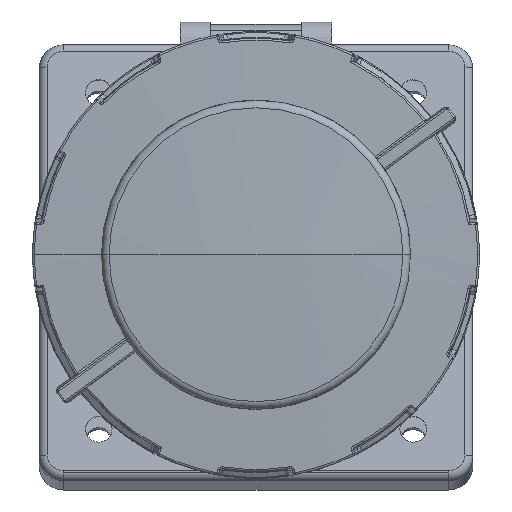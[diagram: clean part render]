
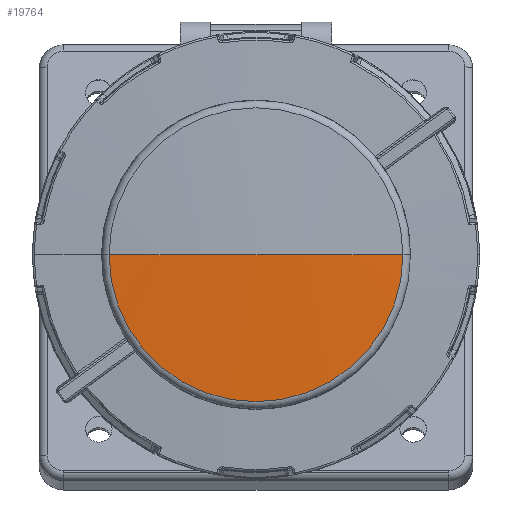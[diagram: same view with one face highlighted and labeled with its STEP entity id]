
A CAD part, top view. The second image highlights one B-rep face of the part: STEP entity #19764.
In plain terms, the highlighted spherical face has radius 461.814 mm.
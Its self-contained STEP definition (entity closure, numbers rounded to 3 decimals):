
#445 = EDGE_CURVE ( 'NONE', #28787, #23253, #13329, .T. ) ;
#1960 = CARTESIAN_POINT ( 'NONE',  ( 0., 1.555, 101.351 ) ) ;
#3724 = CIRCLE ( 'NONE', #6785, 35.992 ) ;
#4743 = EDGE_LOOP ( 'NONE', ( #24930, #6930, #7006 ) ) ;
#5507 = DIRECTION ( 'NONE',  ( -1., 0., 0. ) ) ;
#5513 = DIRECTION ( 'NONE',  ( 0., 0., 1. ) ) ;
#6785 = AXIS2_PLACEMENT_3D ( 'NONE', #7914, #7745, #5507 ) ;
#6930 = ORIENTED_EDGE ( 'NONE', *, *, #9795, .T. ) ;
#7006 = ORIENTED_EDGE ( 'NONE', *, *, #445, .F. ) ;
#7745 = DIRECTION ( 'NONE',  ( 0., 0., 1. ) ) ;
#7914 = CARTESIAN_POINT ( 'NONE',  ( 0., 1.555, 99.946 ) ) ;
#8631 = EDGE_CURVE ( 'NONE', #28787, #11846, #3724, .T. ) ;
#8908 = AXIS2_PLACEMENT_3D ( 'NONE', #12538, #9954, #22185 ) ;
#9795 = EDGE_CURVE ( 'NONE', #11846, #23253, #9935, .T. ) ;
#9935 = CIRCLE ( 'NONE', #8908, 461.814 ) ;
#9954 = DIRECTION ( 'NONE',  ( 0., -1., 0. ) ) ;
#11590 = SPHERICAL_SURFACE ( 'NONE', #22976, 461.814 ) ;
#11846 = VERTEX_POINT ( 'NONE', #28051 ) ;
#12538 = CARTESIAN_POINT ( 'NONE',  ( 0., 1.555, -360.463 ) ) ;
#13329 = CIRCLE ( 'NONE', #23972, 461.814 ) ;
#15761 = CARTESIAN_POINT ( 'NONE',  ( -35.992, 1.555, 99.946 ) ) ;
#16022 = DIRECTION ( 'NONE',  ( -1., 0., 0. ) ) ;
#19764 = ADVANCED_FACE ( 'NONE', ( #26086 ), #11590, .T. ) ;
#21262 = CARTESIAN_POINT ( 'NONE',  ( 0., 1.555, -360.463 ) ) ;
#22185 = DIRECTION ( 'NONE',  ( 1., 0., 0. ) ) ;
#22225 = CARTESIAN_POINT ( 'NONE',  ( 0., 1.555, -360.463 ) ) ;
#22976 = AXIS2_PLACEMENT_3D ( 'NONE', #21262, #30779, #16022 ) ;
#23253 = VERTEX_POINT ( 'NONE', #1960 ) ;
#23972 = AXIS2_PLACEMENT_3D ( 'NONE', #22225, #25267, #5513 ) ;
#24930 = ORIENTED_EDGE ( 'NONE', *, *, #8631, .T. ) ;
#25267 = DIRECTION ( 'NONE',  ( 0., 1., 0. ) ) ;
#26086 = FACE_OUTER_BOUND ( 'NONE', #4743, .T. ) ;
#28051 = CARTESIAN_POINT ( 'NONE',  ( 35.992, 1.555, 99.946 ) ) ;
#28787 = VERTEX_POINT ( 'NONE', #15761 ) ;
#30779 = DIRECTION ( 'NONE',  ( 0., -1., 0. ) ) ;
